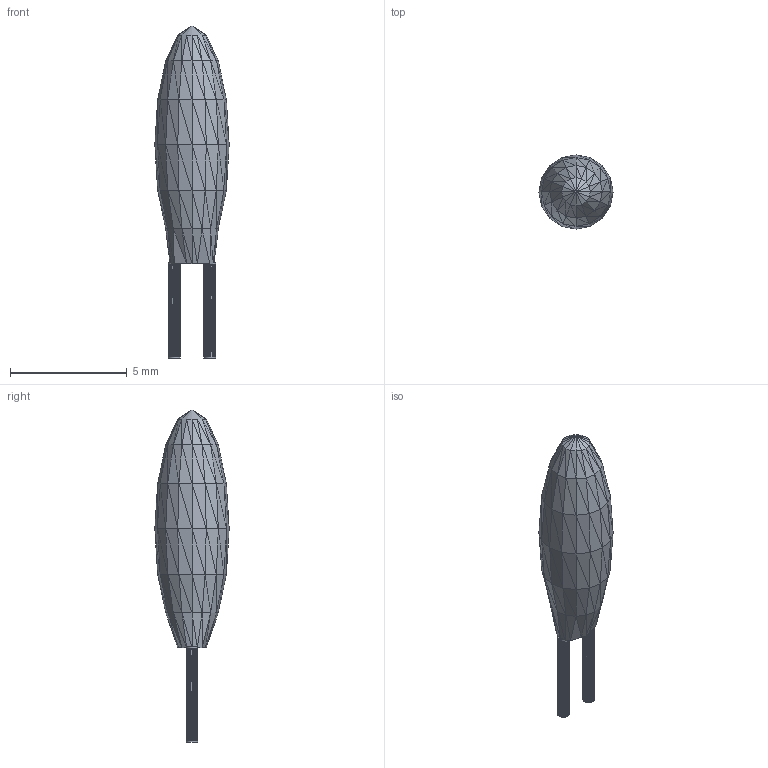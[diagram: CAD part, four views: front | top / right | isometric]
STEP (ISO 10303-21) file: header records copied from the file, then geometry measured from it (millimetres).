
FILE_DESCRIPTION(('STEP AP214'),'1');
FILE_NAME('DC','2018-06-03T15:20:00',(''),(''),'','','');
FILE_SCHEMA(('AUTOMOTIVE_DESIGN'));
Length unit declared in the file: millimetre
Products named in the file (1): product
Bounding box: 3.18 x 3.18 x 14.19 mm (x, y, z)
Surface area: 97.1 mm2 (no closed solid volume)
Topology: 0 solids, 736 shells, 736 faces, 2208 edges, 2208 vertices
Faces by surface type: plane 736
Entity records: 24347 total; most frequent: CARTESIAN_POINT 5153, DIRECTION 3682, ORIENTED_EDGE 2208, EDGE_CURVE 2208, VERTEX_POINT 2208, LINE 2208, VECTOR 2208, AXIS2_PLACEMENT_3D 737
